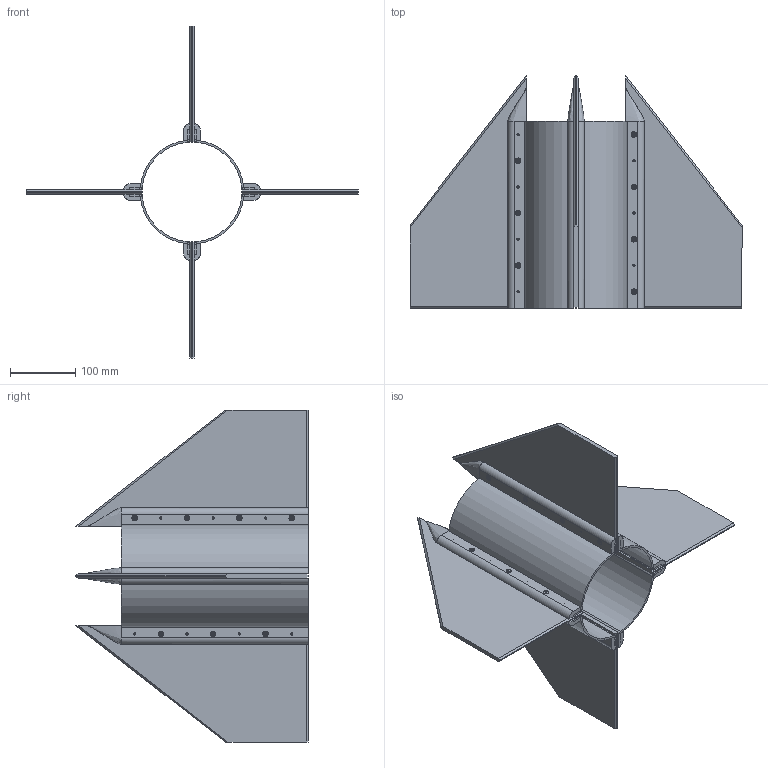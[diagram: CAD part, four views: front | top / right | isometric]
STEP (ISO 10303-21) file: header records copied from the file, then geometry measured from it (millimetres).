
FILE_DESCRIPTION (( 'STEP AP203' ), '1' );
FILE_NAME ('FinCan.STEP', '2017-09-29T03:18:15', ( '' ), ( '' ), 'SwSTEP 2.0', 'SolidWorks 2016', '' );
FILE_SCHEMA (( 'CONFIG_CONTROL_DESIGN' ));
Length unit declared in the file: millimetre
Products named in the file (8): flat head 100 screw_ai_SL-FHM1 0.164-36x0.75x0.75-N; FinCanSheet; FinCan - Countersink; flat head 100 screw_ai_SL-FHM1 0.164-32x0.75x0.75-C; FinCan; Fin; Fillet_countersink; MirrorFillet_countersink
Assembly tree (15 placements, depth 3):
  FinCan
    FinCan - Countersink  x4
      Fin
      FinCanSheet
      Fillet_countersink
      MirrorFillet_countersink
      flat head 100 screw_ai_SL-FHM1 0.164-32x0.75x0.75-C
      flat head 100 screw_ai_SL-FHM1 0.164-36x0.75x0.75-N
Bounding box: 507.27 x 355.6 x 507.27 mm (x, y, z)
Volume: 2029431.3 mm3; surface area: 887082 mm2
Topology: 44 solids, 44 shells, 1008 faces, 2488 edges, 1540 vertices
Faces by surface type: cylinder 464, plane 328, cone 200, bspline 16
Entity records: 7059 total; most frequent: CARTESIAN_POINT 1198, DIRECTION 1083, ORIENTED_EDGE 936, EDGE_CURVE 468, AXIS2_PLACEMENT_3D 428, VERTEX_POINT 295, EDGE_LOOP 255, VECTOR 227
